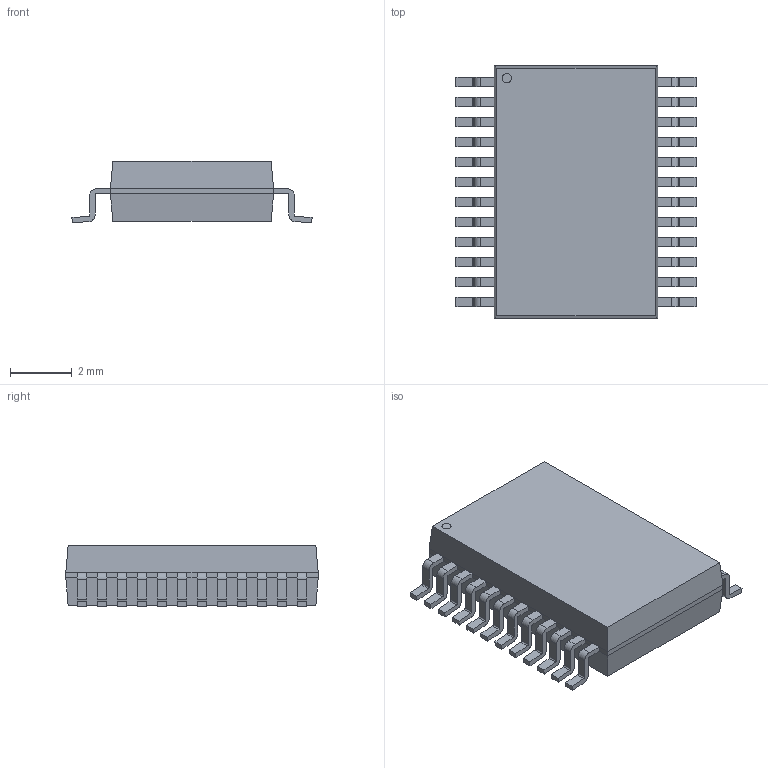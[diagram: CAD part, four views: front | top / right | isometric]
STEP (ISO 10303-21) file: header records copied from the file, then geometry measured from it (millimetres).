
FILE_DESCRIPTION(/* description */ (''),/* implementation_level */ '2;1');
FILE_NAME(/* name */ 'SSOP-24.step',/* time_stamp */ '2021-06-24T15:06:14-05:00',/* author */ (''),/* organization */ (''),/* preprocessor_version */ 'ST-DEVELOPER v18.1',/* originating_system */ 'Autodesk Translation Framework v10.9.0.1377',/* authorisation */ '');
FILE_SCHEMA (('AUTOMOTIVE_DESIGN { 1 0 10303 214 3 1 1 }'));
Length unit declared in the file: millimetre
Products named in the file (1): SSOP-24
Bounding box: 7.8 x 8.2 x 2 mm (x, y, z)
Volume: 85.4 mm3; surface area: 183.8 mm2
Topology: 26 solids, 26 shells, 355 faces, 898 edges, 596 vertices
Faces by surface type: plane 257, cylinder 98
Full cylindrical faces by diameter (mm): 0.3 x2
Entity records: 10653 total; most frequent: CARTESIAN_POINT 1850, DIRECTION 1806, ORIENTED_EDGE 1796, EDGE_CURVE 898, LINE 702, VECTOR 702, VERTEX_POINT 596, AXIS2_PLACEMENT_3D 552
